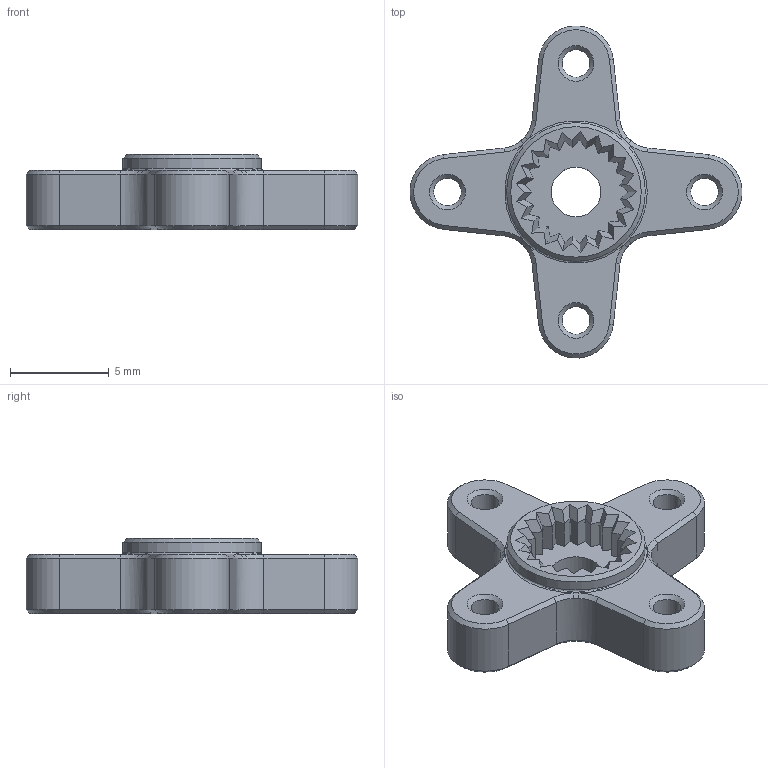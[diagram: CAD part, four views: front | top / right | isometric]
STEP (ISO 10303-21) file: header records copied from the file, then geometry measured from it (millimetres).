
FILE_DESCRIPTION(/* description */ (''),/* implementation_level */ '2;1');
FILE_NAME(/* name */ 'SG90-takao_horn v3.step',/* time_stamp */ '2023-09-10T17:52:54+09:00',/* author */ (''),/* organization */ (''),/* preprocessor_version */ 'ST-DEVELOPER v20',/* originating_system */ 'Autodesk Translation Framework v12.9.0.99',/* authorisation */ '');
FILE_SCHEMA (('AUTOMOTIVE_DESIGN { 1 0 10303 214 3 1 1 }'));
Length unit declared in the file: millimetre
Products named in the file (2): SG90-takao_horn; servo_horn
Assembly tree (1 placements, depth 2):
  SG90-takao_horn
    servo_horn
Bounding box: 16.79 x 16.79 x 3.8 mm (x, y, z)
Volume: 354.4 mm3; surface area: 639.6 mm2
Topology: 2 solids, 2 shells, 171 faces, 402 edges, 237 vertices
Faces by surface type: plane 118, cone 31, cylinder 17, bspline 4, torus 1
Full cylindrical faces by diameter (mm): 1.4 x4, 2.5 x1, 4.6 x1, 5.2 x1, 7 x2
Entity records: 4882 total; most frequent: CARTESIAN_POINT 897, DIRECTION 810, ORIENTED_EDGE 804, EDGE_CURVE 402, LINE 318, VECTOR 318, AXIS2_PLACEMENT_3D 246, VERTEX_POINT 237
